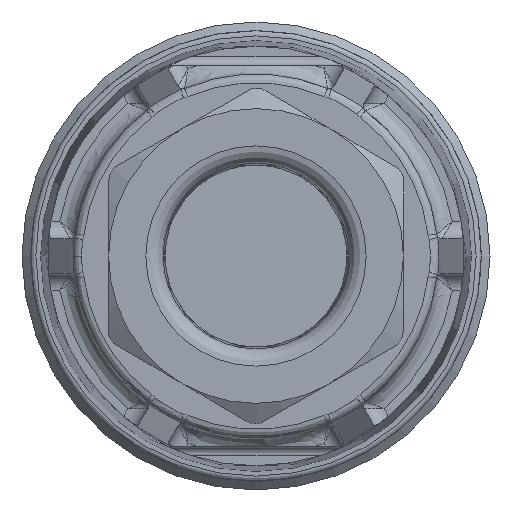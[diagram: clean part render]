
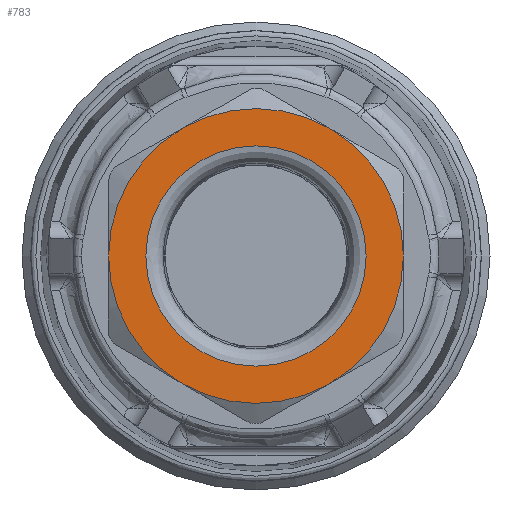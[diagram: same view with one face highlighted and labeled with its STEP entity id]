
A CAD part, left-side view. The second image highlights one B-rep face of the part: STEP entity #783.
In plain terms, the highlighted planar face has unit normal (-1, 0, 0).
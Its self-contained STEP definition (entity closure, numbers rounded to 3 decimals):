
#349=B_SPLINE_CURVE_WITH_KNOTS('',3,(#5110,#5111,#5112,#5113),
 .UNSPECIFIED.,.F.,.F.,(4,4),(0.,1.),.UNSPECIFIED.);
#353=B_SPLINE_CURVE_WITH_KNOTS('',3,(#5177,#5178,#5179,#5180),
 .UNSPECIFIED.,.F.,.F.,(4,4),(0.,1.),.UNSPECIFIED.);
#354=B_SPLINE_CURVE_WITH_KNOTS('',3,(#5184,#5185,#5186,#5187),
 .UNSPECIFIED.,.F.,.F.,(4,4),(0.,1.),.UNSPECIFIED.);
#355=B_SPLINE_CURVE_WITH_KNOTS('',3,(#5191,#5192,#5193,#5194),
 .UNSPECIFIED.,.F.,.F.,(4,4),(0.,1.),.UNSPECIFIED.);
#356=B_SPLINE_CURVE_WITH_KNOTS('',3,(#5195,#5196,#5197,#5198),
 .UNSPECIFIED.,.F.,.F.,(4,4),(0.,1.),.UNSPECIFIED.);
#357=B_SPLINE_CURVE_WITH_KNOTS('',3,(#5202,#5203,#5204,#5205),
 .UNSPECIFIED.,.F.,.F.,(4,4),(0.,1.),.UNSPECIFIED.);
#783=ADVANCED_FACE('',(#1038,#1039),#956,.T.);
#956=PLANE('',#3122);
#1038=FACE_BOUND('',#1147,.T.);
#1039=FACE_BOUND('',#1148,.T.);
#1147=EDGE_LOOP('',(#1431));
#1148=EDGE_LOOP('',(#1432,#1433,#1434,#1435,#1436,#1437,#1438,#1439,#1440,
#1441,#1442,#1443));
#1431=ORIENTED_EDGE('',*,*,#2517,.T.);
#1432=ORIENTED_EDGE('',*,*,#2518,.T.);
#1433=ORIENTED_EDGE('',*,*,#2519,.F.);
#1434=ORIENTED_EDGE('',*,*,#2520,.T.);
#1435=ORIENTED_EDGE('',*,*,#2521,.F.);
#1436=ORIENTED_EDGE('',*,*,#2522,.T.);
#1437=ORIENTED_EDGE('',*,*,#2523,.F.);
#1438=ORIENTED_EDGE('',*,*,#2515,.T.);
#1439=ORIENTED_EDGE('',*,*,#2507,.F.);
#1440=ORIENTED_EDGE('',*,*,#2501,.T.);
#1441=ORIENTED_EDGE('',*,*,#2524,.F.);
#1442=ORIENTED_EDGE('',*,*,#2525,.T.);
#1443=ORIENTED_EDGE('',*,*,#2526,.F.);
#2219=VERTEX_POINT('',#5070);
#2220=VERTEX_POINT('',#5072);
#2225=VERTEX_POINT('',#5114);
#2230=VERTEX_POINT('',#5151);
#2231=VERTEX_POINT('',#5173);
#2232=VERTEX_POINT('',#5175);
#2233=VERTEX_POINT('',#5176);
#2234=VERTEX_POINT('',#5181);
#2235=VERTEX_POINT('',#5183);
#2236=VERTEX_POINT('',#5188);
#2237=VERTEX_POINT('',#5190);
#2238=VERTEX_POINT('',#5199);
#2239=VERTEX_POINT('',#5201);
#2501=EDGE_CURVE('',#2220,#2219,#2904,.T.);
#2507=EDGE_CURVE('',#2220,#2225,#349,.T.);
#2515=EDGE_CURVE('',#2230,#2225,#2908,.T.);
#2517=EDGE_CURVE('',#2231,#2231,#2909,.T.);
#2518=EDGE_CURVE('',#2232,#2233,#2910,.T.);
#2519=EDGE_CURVE('',#2234,#2233,#353,.T.);
#2520=EDGE_CURVE('',#2234,#2235,#2911,.T.);
#2521=EDGE_CURVE('',#2236,#2235,#354,.T.);
#2522=EDGE_CURVE('',#2236,#2237,#2912,.T.);
#2523=EDGE_CURVE('',#2230,#2237,#355,.T.);
#2524=EDGE_CURVE('',#2238,#2219,#356,.T.);
#2525=EDGE_CURVE('',#2238,#2239,#2913,.T.);
#2526=EDGE_CURVE('',#2232,#2239,#357,.T.);
#2904=CIRCLE('',#3110,8.502);
#2908=CIRCLE('',#3116,8.502);
#2909=CIRCLE('',#3117,6.354);
#2910=CIRCLE('',#3118,8.502);
#2911=CIRCLE('',#3119,8.502);
#2912=CIRCLE('',#3120,8.502);
#2913=CIRCLE('',#3121,8.502);
#3110=AXIS2_PLACEMENT_3D('',#5071,#3477,#3478);
#3116=AXIS2_PLACEMENT_3D('',#5150,#3492,#3493);
#3117=AXIS2_PLACEMENT_3D('',#5172,#3494,#3495);
#3118=AXIS2_PLACEMENT_3D('',#5174,#3496,#3497);
#3119=AXIS2_PLACEMENT_3D('',#5182,#3498,#3499);
#3120=AXIS2_PLACEMENT_3D('',#5189,#3500,#3501);
#3121=AXIS2_PLACEMENT_3D('',#5200,#3502,#3503);
#3122=AXIS2_PLACEMENT_3D('',#5206,#3504,#3505);
#3477=DIRECTION('',(-1.,0.,0.));
#3478=DIRECTION('',(0.,-0.5,0.866));
#3492=DIRECTION('',(-1.,0.,0.));
#3493=DIRECTION('',(0.,-1.,0.));
#3494=DIRECTION('',(1.,0.,0.));
#3495=DIRECTION('',(0.,1.,0.));
#3496=DIRECTION('',(-1.,0.,0.));
#3497=DIRECTION('',(0.,1.,0.));
#3498=DIRECTION('',(-1.,0.,0.));
#3499=DIRECTION('',(0.,0.5,-0.866));
#3500=DIRECTION('',(-1.,0.,0.));
#3501=DIRECTION('',(0.,-0.5,-0.866));
#3502=DIRECTION('',(-1.,0.,0.));
#3503=DIRECTION('',(0.,0.5,0.866));
#3504=DIRECTION('',(-1.,0.,0.));
#3505=DIRECTION('',(0.,0.,-1.));
#5070=CARTESIAN_POINT('',(-52.38,4.179,7.404));
#5071=CARTESIAN_POINT('',(-52.38,0.,0.));
#5072=CARTESIAN_POINT('',(-52.38,-4.251,7.363));
#5110=CARTESIAN_POINT('',(-52.38,-4.251,7.363));
#5111=CARTESIAN_POINT('',(-52.38,-4.275,7.349));
#5112=CARTESIAN_POINT('',(-52.38,-4.299,7.335));
#5113=CARTESIAN_POINT('',(-52.38,-4.322,7.322));
#5114=CARTESIAN_POINT('',(-52.38,-4.322,7.322));
#5150=CARTESIAN_POINT('',(-52.38,0.,0.));
#5151=CARTESIAN_POINT('',(-52.38,-8.502,0.));
#5172=CARTESIAN_POINT('',(-52.38,0.,0.));
#5173=CARTESIAN_POINT('',(-52.38,6.354,0.));
#5174=CARTESIAN_POINT('',(-52.38,0.,0.));
#5175=CARTESIAN_POINT('',(-52.38,8.502,0.));
#5176=CARTESIAN_POINT('',(-52.38,4.322,-7.322));
#5177=CARTESIAN_POINT('',(-52.38,4.251,-7.363));
#5178=CARTESIAN_POINT('',(-52.38,4.275,-7.349));
#5179=CARTESIAN_POINT('',(-52.38,4.299,-7.335));
#5180=CARTESIAN_POINT('',(-52.38,4.322,-7.322));
#5181=CARTESIAN_POINT('',(-52.38,4.251,-7.363));
#5182=CARTESIAN_POINT('',(-52.38,0.,0.));
#5183=CARTESIAN_POINT('',(-52.38,-4.179,-7.404));
#5184=CARTESIAN_POINT('',(-52.38,-4.251,-7.363));
#5185=CARTESIAN_POINT('',(-52.38,-4.227,-7.377));
#5186=CARTESIAN_POINT('',(-52.38,-4.203,-7.391));
#5187=CARTESIAN_POINT('',(-52.38,-4.179,-7.404));
#5188=CARTESIAN_POINT('',(-52.38,-4.251,-7.363));
#5189=CARTESIAN_POINT('',(-52.38,0.,0.));
#5190=CARTESIAN_POINT('',(-52.38,-8.502,-0.083));
#5191=CARTESIAN_POINT('',(-52.38,-8.502,0.));
#5192=CARTESIAN_POINT('',(-52.38,-8.502,-0.028));
#5193=CARTESIAN_POINT('',(-52.38,-8.502,-0.055));
#5194=CARTESIAN_POINT('',(-52.38,-8.502,-0.083));
#5195=CARTESIAN_POINT('',(-52.38,4.251,7.363));
#5196=CARTESIAN_POINT('',(-52.38,4.227,7.377));
#5197=CARTESIAN_POINT('',(-52.38,4.203,7.391));
#5198=CARTESIAN_POINT('',(-52.38,4.179,7.404));
#5199=CARTESIAN_POINT('',(-52.38,4.251,7.363));
#5200=CARTESIAN_POINT('',(-52.38,0.,0.));
#5201=CARTESIAN_POINT('',(-52.38,8.502,0.083));
#5202=CARTESIAN_POINT('',(-52.38,8.502,0.));
#5203=CARTESIAN_POINT('',(-52.38,8.502,0.028));
#5204=CARTESIAN_POINT('',(-52.38,8.502,0.055));
#5205=CARTESIAN_POINT('',(-52.38,8.502,0.083));
#5206=CARTESIAN_POINT('',(-52.38,9.379,10.799));
